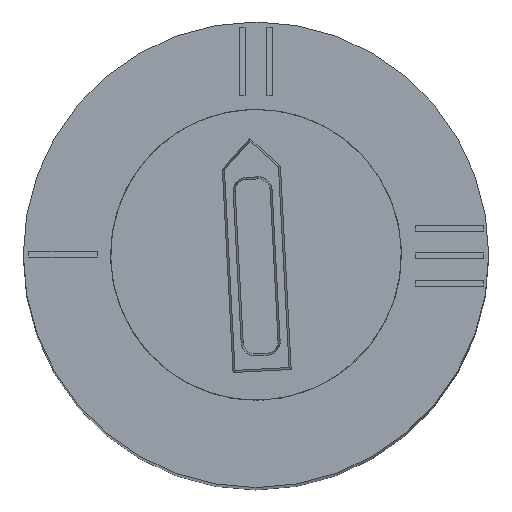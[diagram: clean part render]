
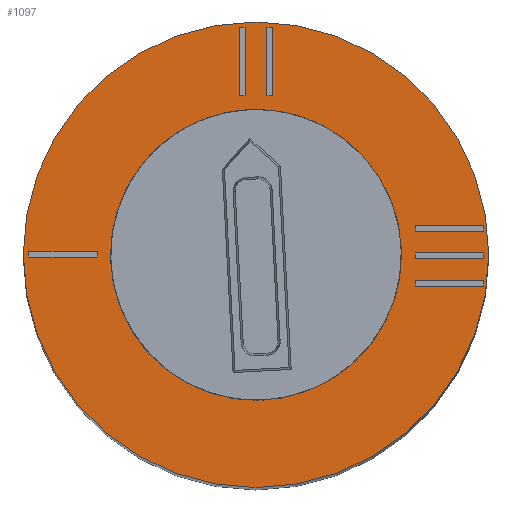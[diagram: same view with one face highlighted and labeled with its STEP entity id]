
A CAD part, top view. The second image highlights one B-rep face of the part: STEP entity #1097.
In plain terms, the highlighted planar face has unit normal (0, 0, 1).
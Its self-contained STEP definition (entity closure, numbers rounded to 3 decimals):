
#30=FACE_BOUND('',#199,.T.);
#31=FACE_BOUND('',#200,.T.);
#32=FACE_BOUND('',#201,.T.);
#33=FACE_BOUND('',#202,.T.);
#34=FACE_BOUND('',#203,.T.);
#35=FACE_BOUND('',#204,.T.);
#36=FACE_BOUND('',#205,.T.);
#58=CIRCLE('',#1222,1.25);
#65=CIRCLE('',#1234,2.);
#131=FACE_OUTER_BOUND('',#198,.T.);
#198=EDGE_LOOP('',(#879));
#199=EDGE_LOOP('',(#880,#881,#882,#883));
#200=EDGE_LOOP('',(#884,#885,#886,#887));
#201=EDGE_LOOP('',(#888,#889,#890,#891));
#202=EDGE_LOOP('',(#892,#893,#894,#895));
#203=EDGE_LOOP('',(#896,#897,#898,#899));
#204=EDGE_LOOP('',(#900,#901,#902,#903));
#205=EDGE_LOOP('',(#904));
#234=LINE('',#1610,#350);
#238=LINE('',#1617,#354);
#241=LINE('',#1623,#357);
#243=LINE('',#1626,#359);
#246=LINE('',#1635,#362);
#250=LINE('',#1642,#366);
#253=LINE('',#1648,#369);
#255=LINE('',#1651,#371);
#258=LINE('',#1660,#374);
#262=LINE('',#1667,#378);
#265=LINE('',#1673,#381);
#267=LINE('',#1676,#383);
#270=LINE('',#1685,#386);
#274=LINE('',#1692,#390);
#277=LINE('',#1698,#393);
#279=LINE('',#1701,#395);
#282=LINE('',#1710,#398);
#286=LINE('',#1717,#402);
#289=LINE('',#1723,#405);
#291=LINE('',#1726,#407);
#294=LINE('',#1735,#410);
#298=LINE('',#1742,#414);
#301=LINE('',#1748,#417);
#303=LINE('',#1751,#419);
#350=VECTOR('',#1287,10.);
#354=VECTOR('',#1293,10.);
#357=VECTOR('',#1298,10.);
#359=VECTOR('',#1302,10.);
#362=VECTOR('',#1309,10.);
#366=VECTOR('',#1315,10.);
#369=VECTOR('',#1320,10.);
#371=VECTOR('',#1324,10.);
#374=VECTOR('',#1331,10.);
#378=VECTOR('',#1337,10.);
#381=VECTOR('',#1342,10.);
#383=VECTOR('',#1346,10.);
#386=VECTOR('',#1353,10.);
#390=VECTOR('',#1359,10.);
#393=VECTOR('',#1364,10.);
#395=VECTOR('',#1368,10.);
#398=VECTOR('',#1375,10.);
#402=VECTOR('',#1381,10.);
#405=VECTOR('',#1386,10.);
#407=VECTOR('',#1390,10.);
#410=VECTOR('',#1397,10.);
#414=VECTOR('',#1403,10.);
#417=VECTOR('',#1408,10.);
#419=VECTOR('',#1412,10.);
#466=VERTEX_POINT('',#1607);
#467=VERTEX_POINT('',#1609);
#469=VERTEX_POINT('',#1615);
#471=VERTEX_POINT('',#1621);
#474=VERTEX_POINT('',#1632);
#475=VERTEX_POINT('',#1634);
#477=VERTEX_POINT('',#1640);
#479=VERTEX_POINT('',#1646);
#482=VERTEX_POINT('',#1657);
#483=VERTEX_POINT('',#1659);
#485=VERTEX_POINT('',#1665);
#487=VERTEX_POINT('',#1671);
#490=VERTEX_POINT('',#1682);
#491=VERTEX_POINT('',#1684);
#493=VERTEX_POINT('',#1690);
#495=VERTEX_POINT('',#1696);
#498=VERTEX_POINT('',#1707);
#499=VERTEX_POINT('',#1709);
#501=VERTEX_POINT('',#1715);
#503=VERTEX_POINT('',#1721);
#506=VERTEX_POINT('',#1732);
#507=VERTEX_POINT('',#1734);
#509=VERTEX_POINT('',#1740);
#511=VERTEX_POINT('',#1746);
#520=VERTEX_POINT('',#1779);
#527=VERTEX_POINT('',#1802);
#564=EDGE_CURVE('',#467,#466,#234,.T.);
#568=EDGE_CURVE('',#466,#469,#238,.T.);
#571=EDGE_CURVE('',#469,#471,#241,.T.);
#573=EDGE_CURVE('',#471,#467,#243,.T.);
#576=EDGE_CURVE('',#475,#474,#246,.T.);
#580=EDGE_CURVE('',#474,#477,#250,.T.);
#583=EDGE_CURVE('',#477,#479,#253,.T.);
#585=EDGE_CURVE('',#479,#475,#255,.T.);
#588=EDGE_CURVE('',#483,#482,#258,.T.);
#592=EDGE_CURVE('',#482,#485,#262,.T.);
#595=EDGE_CURVE('',#485,#487,#265,.T.);
#597=EDGE_CURVE('',#487,#483,#267,.T.);
#600=EDGE_CURVE('',#491,#490,#270,.T.);
#604=EDGE_CURVE('',#490,#493,#274,.T.);
#607=EDGE_CURVE('',#493,#495,#277,.T.);
#609=EDGE_CURVE('',#495,#491,#279,.T.);
#612=EDGE_CURVE('',#499,#498,#282,.T.);
#616=EDGE_CURVE('',#498,#501,#286,.T.);
#619=EDGE_CURVE('',#501,#503,#289,.T.);
#621=EDGE_CURVE('',#503,#499,#291,.T.);
#624=EDGE_CURVE('',#507,#506,#294,.T.);
#628=EDGE_CURVE('',#506,#509,#298,.T.);
#631=EDGE_CURVE('',#509,#511,#301,.T.);
#633=EDGE_CURVE('',#511,#507,#303,.T.);
#646=EDGE_CURVE('',#520,#520,#58,.T.);
#657=EDGE_CURVE('',#527,#527,#65,.T.);
#879=ORIENTED_EDGE('',*,*,#657,.F.);
#880=ORIENTED_EDGE('',*,*,#564,.T.);
#881=ORIENTED_EDGE('',*,*,#568,.T.);
#882=ORIENTED_EDGE('',*,*,#571,.T.);
#883=ORIENTED_EDGE('',*,*,#573,.T.);
#884=ORIENTED_EDGE('',*,*,#576,.T.);
#885=ORIENTED_EDGE('',*,*,#580,.T.);
#886=ORIENTED_EDGE('',*,*,#583,.T.);
#887=ORIENTED_EDGE('',*,*,#585,.T.);
#888=ORIENTED_EDGE('',*,*,#588,.T.);
#889=ORIENTED_EDGE('',*,*,#592,.T.);
#890=ORIENTED_EDGE('',*,*,#595,.T.);
#891=ORIENTED_EDGE('',*,*,#597,.T.);
#892=ORIENTED_EDGE('',*,*,#600,.T.);
#893=ORIENTED_EDGE('',*,*,#604,.T.);
#894=ORIENTED_EDGE('',*,*,#607,.T.);
#895=ORIENTED_EDGE('',*,*,#609,.T.);
#896=ORIENTED_EDGE('',*,*,#612,.T.);
#897=ORIENTED_EDGE('',*,*,#616,.T.);
#898=ORIENTED_EDGE('',*,*,#619,.T.);
#899=ORIENTED_EDGE('',*,*,#621,.T.);
#900=ORIENTED_EDGE('',*,*,#624,.T.);
#901=ORIENTED_EDGE('',*,*,#628,.T.);
#902=ORIENTED_EDGE('',*,*,#631,.T.);
#903=ORIENTED_EDGE('',*,*,#633,.T.);
#904=ORIENTED_EDGE('',*,*,#646,.T.);
#1041=PLANE('',#1235);
#1097=ADVANCED_FACE('',(#131,#30,#31,#32,#33,#34,#35,#36),#1041,.F.);
#1222=AXIS2_PLACEMENT_3D('',#1780,#1447,#1448);
#1234=AXIS2_PLACEMENT_3D('',#1803,#1475,#1476);
#1235=AXIS2_PLACEMENT_3D('',#1805,#1478,#1479);
#1287=DIRECTION('',(-1.,0.,0.));
#1293=DIRECTION('',(0.,1.,0.));
#1298=DIRECTION('',(1.,0.,0.));
#1302=DIRECTION('',(0.,-1.,0.));
#1309=DIRECTION('',(-1.,0.,0.));
#1315=DIRECTION('',(0.,1.,0.));
#1320=DIRECTION('',(1.,0.,0.));
#1324=DIRECTION('',(0.,-1.,0.));
#1331=DIRECTION('',(-1.,0.,0.));
#1337=DIRECTION('',(0.,1.,0.));
#1342=DIRECTION('',(1.,0.,0.));
#1346=DIRECTION('',(0.,-1.,0.));
#1353=DIRECTION('',(0.,1.,0.));
#1359=DIRECTION('',(1.,0.,0.));
#1364=DIRECTION('',(0.,-1.,0.));
#1368=DIRECTION('',(-1.,0.,0.));
#1375=DIRECTION('',(0.,1.,0.));
#1381=DIRECTION('',(1.,0.,0.));
#1386=DIRECTION('',(0.,-1.,0.));
#1390=DIRECTION('',(-1.,0.,0.));
#1397=DIRECTION('',(-1.,0.,0.));
#1403=DIRECTION('',(0.,1.,0.));
#1408=DIRECTION('',(1.,0.,0.));
#1412=DIRECTION('',(0.,-1.,0.));
#1447=DIRECTION('center_axis',(0.,0.,-1.));
#1448=DIRECTION('ref_axis',(1.,0.,0.));
#1475=DIRECTION('center_axis',(0.,0.,-1.));
#1476=DIRECTION('ref_axis',(-1.,0.,0.));
#1478=DIRECTION('center_axis',(0.,0.,-1.));
#1479=DIRECTION('ref_axis',(-1.,0.,0.));
#1607=CARTESIAN_POINT('',(1.369,0.202,14.));
#1609=CARTESIAN_POINT('',(1.958,0.202,14.));
#1610=CARTESIAN_POINT('',(0.979,0.202,14.));
#1615=CARTESIAN_POINT('',(1.369,0.252,14.));
#1617=CARTESIAN_POINT('',(1.369,0.101,14.));
#1621=CARTESIAN_POINT('',(1.958,0.252,14.));
#1623=CARTESIAN_POINT('',(0.684,0.252,14.));
#1626=CARTESIAN_POINT('',(1.958,0.126,14.));
#1632=CARTESIAN_POINT('',(1.369,-0.035,14.));
#1634=CARTESIAN_POINT('',(1.958,-0.035,14.));
#1635=CARTESIAN_POINT('',(0.979,-0.035,14.));
#1640=CARTESIAN_POINT('',(1.369,0.016,14.));
#1642=CARTESIAN_POINT('',(1.369,-0.017,14.));
#1646=CARTESIAN_POINT('',(1.958,0.016,14.));
#1648=CARTESIAN_POINT('',(0.684,0.016,14.));
#1651=CARTESIAN_POINT('',(1.958,0.008,14.));
#1657=CARTESIAN_POINT('',(1.369,-0.271,14.));
#1659=CARTESIAN_POINT('',(1.958,-0.271,14.));
#1660=CARTESIAN_POINT('',(0.979,-0.271,14.));
#1665=CARTESIAN_POINT('',(1.369,-0.221,14.));
#1667=CARTESIAN_POINT('',(1.369,-0.136,14.));
#1671=CARTESIAN_POINT('',(1.958,-0.221,14.));
#1673=CARTESIAN_POINT('',(0.684,-0.221,14.));
#1676=CARTESIAN_POINT('',(1.958,-0.11,14.));
#1682=CARTESIAN_POINT('',(0.093,1.956,14.));
#1684=CARTESIAN_POINT('',(0.093,1.368,14.));
#1685=CARTESIAN_POINT('',(0.093,0.684,14.));
#1690=CARTESIAN_POINT('',(0.143,1.956,14.));
#1692=CARTESIAN_POINT('',(0.046,1.956,14.));
#1696=CARTESIAN_POINT('',(0.143,1.368,14.));
#1698=CARTESIAN_POINT('',(0.143,0.978,14.));
#1701=CARTESIAN_POINT('',(0.072,1.368,14.));
#1707=CARTESIAN_POINT('',(-0.144,1.956,14.));
#1709=CARTESIAN_POINT('',(-0.144,1.368,14.));
#1710=CARTESIAN_POINT('',(-0.144,0.684,14.));
#1715=CARTESIAN_POINT('',(-0.093,1.956,14.));
#1717=CARTESIAN_POINT('',(-0.072,1.956,14.));
#1721=CARTESIAN_POINT('',(-0.093,1.368,14.));
#1723=CARTESIAN_POINT('',(-0.093,0.978,14.));
#1726=CARTESIAN_POINT('',(-0.047,1.368,14.));
#1732=CARTESIAN_POINT('',(-1.952,-0.02,14.));
#1734=CARTESIAN_POINT('',(-1.363,-0.02,14.));
#1735=CARTESIAN_POINT('',(-0.682,-0.02,14.));
#1740=CARTESIAN_POINT('',(-1.952,0.031,14.));
#1742=CARTESIAN_POINT('',(-1.952,-0.01,14.));
#1746=CARTESIAN_POINT('',(-1.363,0.031,14.));
#1748=CARTESIAN_POINT('',(-0.976,0.031,14.));
#1751=CARTESIAN_POINT('',(-1.363,0.015,14.));
#1779=CARTESIAN_POINT('',(-1.25,0.,14.));
#1780=CARTESIAN_POINT('Origin',(0.,0.,14.));
#1802=CARTESIAN_POINT('',(2.,0.,14.));
#1803=CARTESIAN_POINT('Origin',(0.,0.,14.));
#1805=CARTESIAN_POINT('Origin',(0.,0.,14.));
